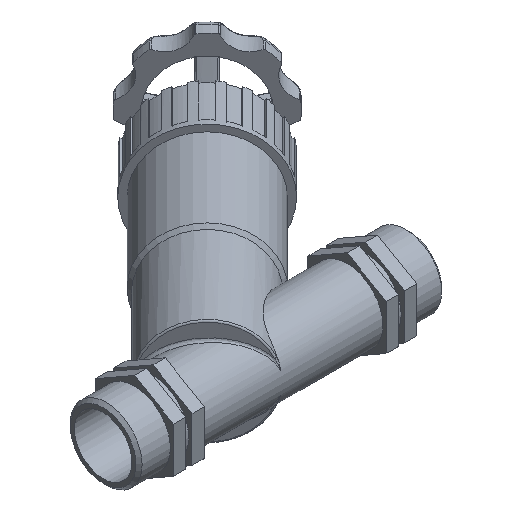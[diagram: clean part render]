
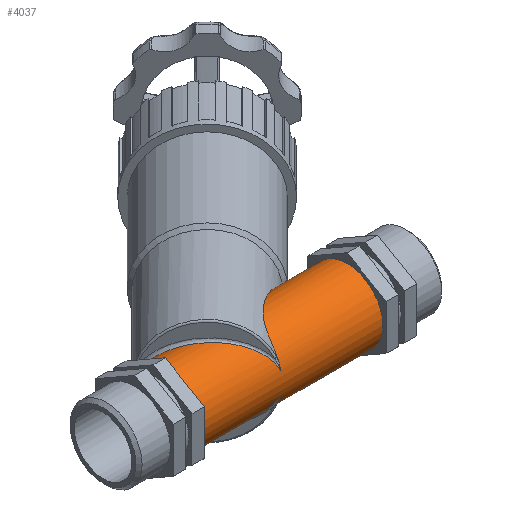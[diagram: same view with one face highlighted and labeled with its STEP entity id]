
A CAD part, isometric view. The second image highlights one B-rep face of the part: STEP entity #4037.
In plain terms, the highlighted cylindrical face has radius 29.807 mm (diameter 59.614 mm), a full revolution.
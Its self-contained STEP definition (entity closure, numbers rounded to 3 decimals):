
#653=CYLINDRICAL_SURFACE('',#4433,29.807);
#689=FACE_BOUND('',#1416,.T.);
#690=FACE_BOUND('',#1417,.T.);
#695=ELLIPSE('',#4055,43.591,29.807);
#1156=FACE_OUTER_BOUND('',#1415,.T.);
#1415=EDGE_LOOP('',(#3766));
#1416=EDGE_LOOP('',(#3767,#3768,#3769,#3770));
#1417=EDGE_LOOP('',(#3771));
#1616=CIRCLE('',#4432,29.807);
#1617=CIRCLE('',#4434,29.807);
#1618=B_SPLINE_CURVE_WITH_KNOTS('',3,(#5533,#5534,#5535,#5536,#5537,#5538,
#5539,#5540),.UNSPECIFIED.,.F.,.F.,(4,2,2,4),(0.,0.243,0.438,
0.439),.UNSPECIFIED.);
#1623=B_SPLINE_CURVE_WITH_KNOTS('',3,(#5624,#5625,#5626,#5627,#5628,#5629,
#5630,#5631),.UNSPECIFIED.,.F.,.F.,(4,2,2,4),(-0.001,0.,0.195,
0.438),.UNSPECIFIED.);
#1707=B_SPLINE_CURVE_WITH_KNOTS('',3,(#8688,#8689,#8690,#8691,#8692,#8693,
#8694,#8695,#8696,#8697,#8698,#8699,#8700,#8701,#8702,#8703,#8704,#8705,
#8706,#8707,#8708,#8709,#8710,#8711,#8712,#8713,#8714,#8715,#8716,#8717,
#8718,#8719,#8720,#8721,#8722,#8723,#8724,#8725,#8726,#8727,#8728,#8729,
#8730,#8731,#8732,#8733,#8734,#8735,#8736,#8737,#8738,#8739,#8740,#8741,
#8742),.UNSPECIFIED.,.F.,.F.,(4,2,2,2,2,2,3,2,2,2,2,2,2,2,2,2,2,2,2,2,2,
2,2,2,2,2,4),(-3.565,-3.181,-2.621,-1.966,
-1.31,-0.655,0.,1.072,2.145,
3.217,4.29,5.397,5.951,6.505,
7.059,7.613,8.721,9.793,10.865,
11.938,13.01,13.665,14.321,14.976,
15.631,16.191,16.575),.UNSPECIFIED.);
#1708=VERTEX_POINT('',#5531);
#1709=VERTEX_POINT('',#5532);
#1718=VERTEX_POINT('',#5622);
#1719=VERTEX_POINT('',#5623);
#2082=VERTEX_POINT('',#8939);
#2083=VERTEX_POINT('',#8942);
#2084=EDGE_CURVE('',#1708,#1709,#1618,.F.);
#2097=EDGE_CURVE('',#1718,#1719,#1623,.T.);
#2101=EDGE_CURVE('',#1718,#1708,#695,.T.);
#2561=EDGE_CURVE('',#1719,#1709,#1707,.T.);
#2650=EDGE_CURVE('',#2082,#2082,#1616,.T.);
#2651=EDGE_CURVE('',#2083,#2083,#1617,.T.);
#3766=ORIENTED_EDGE('',*,*,#2651,.F.);
#3767=ORIENTED_EDGE('',*,*,#2097,.T.);
#3768=ORIENTED_EDGE('',*,*,#2561,.T.);
#3769=ORIENTED_EDGE('',*,*,#2084,.F.);
#3770=ORIENTED_EDGE('',*,*,#2101,.F.);
#3771=ORIENTED_EDGE('',*,*,#2650,.T.);
#4037=ADVANCED_FACE('',(#1156,#689,#690),#653,.T.);
#4055=AXIS2_PLACEMENT_3D('',#5775,#4464,#4465);
#4432=AXIS2_PLACEMENT_3D('',#8940,#5498,#5499);
#4433=AXIS2_PLACEMENT_3D('',#8941,#5500,#5501);
#4434=AXIS2_PLACEMENT_3D('',#8943,#5502,#5503);
#4464=DIRECTION('center_axis',(0.684,0.73,0.));
#4465=DIRECTION('ref_axis',(-0.73,0.684,0.));
#5498=DIRECTION('center_axis',(1.,0.,0.));
#5499=DIRECTION('ref_axis',(0.,0.,-1.));
#5500=DIRECTION('center_axis',(1.,0.,0.));
#5501=DIRECTION('ref_axis',(0.,1.,0.));
#5502=DIRECTION('center_axis',(1.,0.,0.));
#5503=DIRECTION('ref_axis',(0.,0.,-1.));
#5531=CARTESIAN_POINT('',(-8.156,-28.406,9.03));
#5532=CARTESIAN_POINT('',(-7.518,-26.793,13.061));
#5533=CARTESIAN_POINT('Ctrl Pts',(-7.518,-26.793,13.061));
#5534=CARTESIAN_POINT('Ctrl Pts',(-7.555,-27.147,12.335));
#5535=CARTESIAN_POINT('Ctrl Pts',(-7.644,-27.471,11.594));
#5536=CARTESIAN_POINT('Ctrl Pts',(-7.875,-27.996,10.25));
#5537=CARTESIAN_POINT('Ctrl Pts',(-8.004,-28.21,9.645));
#5538=CARTESIAN_POINT('Ctrl Pts',(-8.154,-28.404,9.037));
#5539=CARTESIAN_POINT('Ctrl Pts',(-8.155,-28.405,9.033));
#5540=CARTESIAN_POINT('Ctrl Pts',(-8.156,-28.406,9.03));
#5622=CARTESIAN_POINT('',(-8.156,-28.406,-9.03));
#5623=CARTESIAN_POINT('',(-7.518,-26.793,-13.061));
#5624=CARTESIAN_POINT('Ctrl Pts',(-8.156,-28.406,-9.03));
#5625=CARTESIAN_POINT('Ctrl Pts',(-8.155,-28.405,-9.033));
#5626=CARTESIAN_POINT('Ctrl Pts',(-8.154,-28.404,-9.037));
#5627=CARTESIAN_POINT('Ctrl Pts',(-8.004,-28.21,-9.645));
#5628=CARTESIAN_POINT('Ctrl Pts',(-7.875,-27.996,-10.25));
#5629=CARTESIAN_POINT('Ctrl Pts',(-7.644,-27.471,-11.594));
#5630=CARTESIAN_POINT('Ctrl Pts',(-7.555,-27.147,-12.335));
#5631=CARTESIAN_POINT('Ctrl Pts',(-7.518,-26.793,-13.061));
#5775=CARTESIAN_POINT('Origin',(-38.468,0.,0.));
#8688=CARTESIAN_POINT('Ctrl Pts',(-7.518,-26.793,-13.061));
#8689=CARTESIAN_POINT('Ctrl Pts',(-7.456,-26.199,-14.279));
#8690=CARTESIAN_POINT('Ctrl Pts',(-7.375,-25.524,-15.452));
#8691=CARTESIAN_POINT('Ctrl Pts',(-7.108,-23.702,-18.178));
#8692=CARTESIAN_POINT('Ctrl Pts',(-6.89,-22.479,-19.66));
#8693=CARTESIAN_POINT('Ctrl Pts',(-6.238,-19.667,-22.501));
#8694=CARTESIAN_POINT('Ctrl Pts',(-5.753,-17.96,-23.885));
#8695=CARTESIAN_POINT('Ctrl Pts',(-4.401,-14.35,-26.214));
#8696=CARTESIAN_POINT('Ctrl Pts',(-3.531,-12.448,-27.158));
#8697=CARTESIAN_POINT('Ctrl Pts',(-1.396,-8.676,-28.588));
#8698=CARTESIAN_POINT('Ctrl Pts',(-0.128,-6.799,
-29.078));
#8699=CARTESIAN_POINT('Ctrl Pts',(2.674,-3.234,-29.686));
#8700=CARTESIAN_POINT('Ctrl Pts',(4.205,-1.544,-29.807));
#8701=CARTESIAN_POINT('Ctrl Pts',(5.749,0.,-29.807));
#8702=CARTESIAN_POINT('Ctrl Pts',(8.277,2.528,-29.807));
#8703=CARTESIAN_POINT('Ctrl Pts',(11.076,4.913,-29.491));
#8704=CARTESIAN_POINT('Ctrl Pts',(16.961,9.431,-28.371));
#8705=CARTESIAN_POINT('Ctrl Pts',(20.046,11.564,-27.565));
#8706=CARTESIAN_POINT('Ctrl Pts',(26.242,15.584,-25.509));
#8707=CARTESIAN_POINT('Ctrl Pts',(29.351,17.468,-24.26));
#8708=CARTESIAN_POINT('Ctrl Pts',(35.34,20.959,-21.317));
#8709=CARTESIAN_POINT('Ctrl Pts',(38.22,22.564,-19.625));
#8710=CARTESIAN_POINT('Ctrl Pts',(43.572,25.48,-15.668));
#8711=CARTESIAN_POINT('Ctrl Pts',(46.357,26.951,-13.123));
#8712=CARTESIAN_POINT('Ctrl Pts',(49.471,28.573,-8.634));
#8713=CARTESIAN_POINT('Ctrl Pts',(50.334,29.018,-7.026));
#8714=CARTESIAN_POINT('Ctrl Pts',(51.532,29.635,-3.632));
#8715=CARTESIAN_POINT('Ctrl Pts',(51.868,29.807,-1.846));
#8716=CARTESIAN_POINT('Ctrl Pts',(51.868,29.807,1.846));
#8717=CARTESIAN_POINT('Ctrl Pts',(51.532,29.635,3.632));
#8718=CARTESIAN_POINT('Ctrl Pts',(50.334,29.018,7.026));
#8719=CARTESIAN_POINT('Ctrl Pts',(49.471,28.573,8.634));
#8720=CARTESIAN_POINT('Ctrl Pts',(46.357,26.951,13.123));
#8721=CARTESIAN_POINT('Ctrl Pts',(43.572,25.48,15.668));
#8722=CARTESIAN_POINT('Ctrl Pts',(38.22,22.564,19.625));
#8723=CARTESIAN_POINT('Ctrl Pts',(35.34,20.959,21.317));
#8724=CARTESIAN_POINT('Ctrl Pts',(29.351,17.468,24.26));
#8725=CARTESIAN_POINT('Ctrl Pts',(26.242,15.584,25.509));
#8726=CARTESIAN_POINT('Ctrl Pts',(20.046,11.564,27.565));
#8727=CARTESIAN_POINT('Ctrl Pts',(16.961,9.431,28.371));
#8728=CARTESIAN_POINT('Ctrl Pts',(11.076,4.913,29.491));
#8729=CARTESIAN_POINT('Ctrl Pts',(8.277,2.528,29.807));
#8730=CARTESIAN_POINT('Ctrl Pts',(4.205,-1.544,29.807));
#8731=CARTESIAN_POINT('Ctrl Pts',(2.674,-3.234,29.686));
#8732=CARTESIAN_POINT('Ctrl Pts',(-0.128,-6.799,
29.078));
#8733=CARTESIAN_POINT('Ctrl Pts',(-1.396,-8.676,28.588));
#8734=CARTESIAN_POINT('Ctrl Pts',(-3.531,-12.448,27.158));
#8735=CARTESIAN_POINT('Ctrl Pts',(-4.401,-14.35,26.214));
#8736=CARTESIAN_POINT('Ctrl Pts',(-5.753,-17.96,23.885));
#8737=CARTESIAN_POINT('Ctrl Pts',(-6.238,-19.667,22.501));
#8738=CARTESIAN_POINT('Ctrl Pts',(-6.89,-22.479,19.66));
#8739=CARTESIAN_POINT('Ctrl Pts',(-7.108,-23.702,18.178));
#8740=CARTESIAN_POINT('Ctrl Pts',(-7.375,-25.524,15.452));
#8741=CARTESIAN_POINT('Ctrl Pts',(-7.456,-26.199,14.279));
#8742=CARTESIAN_POINT('Ctrl Pts',(-7.518,-26.793,13.061));
#8939=CARTESIAN_POINT('',(-75.6,29.807,0.));
#8940=CARTESIAN_POINT('Origin',(-75.6,0.,0.));
#8941=CARTESIAN_POINT('Origin',(0.,0.,0.));
#8942=CARTESIAN_POINT('',(75.6,29.807,0.));
#8943=CARTESIAN_POINT('Origin',(75.6,0.,0.));
